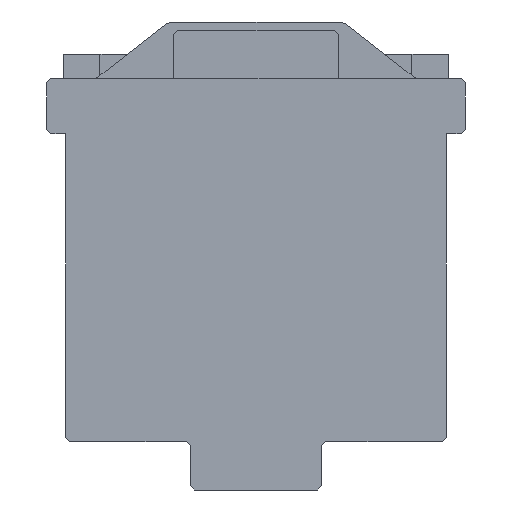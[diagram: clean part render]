
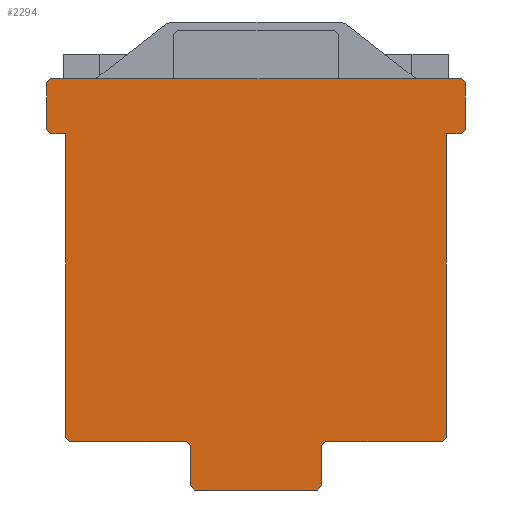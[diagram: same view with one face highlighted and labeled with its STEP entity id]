
A CAD part, left-side view. The second image highlights one B-rep face of the part: STEP entity #2294.
In plain terms, the highlighted planar face has unit normal (-1, 0, 0).
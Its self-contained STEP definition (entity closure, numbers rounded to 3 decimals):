
#1588=CARTESIAN_POINT('',(0.0,23.2,6.4));
#1589=VERTEX_POINT('',#1588);
#1590=CARTESIAN_POINT('',(0.0,23.2,43.4));
#1591=VERTEX_POINT('',#1590);
#1592=CARTESIAN_POINT('',(0.,23.2,6.4));
#1593=DIRECTION('',(0.0,0.0,1.0));
#1594=VECTOR('',#1593,37.);
#1595=LINE('',#1592,#1594);
#1596=EDGE_CURVE('',#1589,#1591,#1595,.T.);
#1628=CARTESIAN_POINT('',(0.0,25.,43.4));
#1629=VERTEX_POINT('',#1628);
#1630=CARTESIAN_POINT('',(0.0,23.2,43.4));
#1631=DIRECTION('',(0.0,1.0,0.0));
#1632=VECTOR('',#1631,1.8);
#1633=LINE('',#1630,#1632);
#1634=EDGE_CURVE('',#1591,#1629,#1633,.T.);
#1659=CARTESIAN_POINT('',(0.0,25.5,43.901));
#1660=VERTEX_POINT('',#1659);
#1661=CARTESIAN_POINT('',(0.,25.,43.4));
#1662=DIRECTION('',(0.,0.707,0.708));
#1663=VECTOR('',#1662,0.707);
#1664=LINE('',#1661,#1663);
#1665=EDGE_CURVE('',#1629,#1660,#1664,.T.);
#1690=CARTESIAN_POINT('',(0.0,25.5,49.6));
#1691=VERTEX_POINT('',#1690);
#1692=CARTESIAN_POINT('',(0.,25.5,43.901));
#1693=DIRECTION('',(0.0,0.0,1.0));
#1694=VECTOR('',#1693,5.7);
#1695=LINE('',#1692,#1694);
#1696=EDGE_CURVE('',#1660,#1691,#1695,.T.);
#1721=CARTESIAN_POINT('',(0.0,25.,50.1));
#1722=VERTEX_POINT('',#1721);
#1723=CARTESIAN_POINT('',(0.,25.5,49.6));
#1724=DIRECTION('',(0.,-0.707,0.708));
#1725=VECTOR('',#1724,0.707);
#1726=LINE('',#1723,#1725);
#1727=EDGE_CURVE('',#1691,#1722,#1726,.T.);
#1752=CARTESIAN_POINT('',(0.0,-25.,50.1));
#1753=VERTEX_POINT('',#1752);
#1754=CARTESIAN_POINT('',(0.0,25.,50.1));
#1755=DIRECTION('',(0.0,-1.0,0.0));
#1756=VECTOR('',#1755,50.);
#1757=LINE('',#1754,#1756);
#1758=EDGE_CURVE('',#1722,#1753,#1757,.T.);
#1783=CARTESIAN_POINT('',(0.0,-25.5,49.6));
#1784=VERTEX_POINT('',#1783);
#1785=CARTESIAN_POINT('',(0.,-25.,50.1));
#1786=DIRECTION('',(0.,-0.707,-0.707));
#1787=VECTOR('',#1786,0.707);
#1788=LINE('',#1785,#1787);
#1789=EDGE_CURVE('',#1753,#1784,#1788,.T.);
#1814=CARTESIAN_POINT('',(0.0,-25.5,43.901));
#1815=VERTEX_POINT('',#1814);
#1816=CARTESIAN_POINT('',(0.,-25.5,49.6));
#1817=DIRECTION('',(0.0,0.0,-1.0));
#1818=VECTOR('',#1817,5.7);
#1819=LINE('',#1816,#1818);
#1820=EDGE_CURVE('',#1784,#1815,#1819,.T.);
#1845=CARTESIAN_POINT('',(0.0,-25.,43.4));
#1846=VERTEX_POINT('',#1845);
#1847=CARTESIAN_POINT('',(0.,-25.5,43.901));
#1848=DIRECTION('',(0.,0.707,-0.707));
#1849=VECTOR('',#1848,0.707);
#1850=LINE('',#1847,#1849);
#1851=EDGE_CURVE('',#1815,#1846,#1850,.T.);
#1876=CARTESIAN_POINT('',(0.0,-23.2,43.4));
#1877=VERTEX_POINT('',#1876);
#1878=CARTESIAN_POINT('',(0.,-25.,43.4));
#1879=DIRECTION('',(0.0,1.0,0.0));
#1880=VECTOR('',#1879,1.8);
#1881=LINE('',#1878,#1880);
#1882=EDGE_CURVE('',#1846,#1877,#1881,.T.);
#1907=CARTESIAN_POINT('',(0.0,-23.2,6.4));
#1908=VERTEX_POINT('',#1907);
#1909=CARTESIAN_POINT('',(0.,-23.2,43.4));
#1910=DIRECTION('',(0.0,0.0,-1.0));
#1911=VECTOR('',#1910,37.);
#1912=LINE('',#1909,#1911);
#1913=EDGE_CURVE('',#1877,#1908,#1912,.T.);
#1938=CARTESIAN_POINT('',(0.0,-22.7,5.9));
#1939=VERTEX_POINT('',#1938);
#1940=CARTESIAN_POINT('',(0.,-23.2,6.4));
#1941=DIRECTION('',(0.,0.707,-0.707));
#1942=VECTOR('',#1941,0.707);
#1943=LINE('',#1940,#1942);
#1944=EDGE_CURVE('',#1908,#1939,#1943,.T.);
#1969=CARTESIAN_POINT('',(0.0,-8.5,5.9));
#1970=VERTEX_POINT('',#1969);
#1971=CARTESIAN_POINT('',(0.0,-22.7,5.9));
#1972=DIRECTION('',(0.0,1.0,0.0));
#1973=VECTOR('',#1972,14.2);
#1974=LINE('',#1971,#1973);
#1975=EDGE_CURVE('',#1939,#1970,#1974,.T.);
#2000=CARTESIAN_POINT('',(0.0,-8.,5.4));
#2001=VERTEX_POINT('',#2000);
#2002=CARTESIAN_POINT('',(0.,-8.5,5.9));
#2003=DIRECTION('',(0.,0.707,-0.707));
#2004=VECTOR('',#2003,0.707);
#2005=LINE('',#2002,#2004);
#2006=EDGE_CURVE('',#1970,#2001,#2005,.T.);
#2031=CARTESIAN_POINT('',(0.0,-8.,0.5));
#2032=VERTEX_POINT('',#2031);
#2033=CARTESIAN_POINT('',(0.,-8.,5.4));
#2034=DIRECTION('',(0.0,0.0,-1.0));
#2035=VECTOR('',#2034,4.9);
#2036=LINE('',#2033,#2035);
#2037=EDGE_CURVE('',#2001,#2032,#2036,.T.);
#2062=CARTESIAN_POINT('',(0.0,-7.5,0.0));
#2063=VERTEX_POINT('',#2062);
#2064=CARTESIAN_POINT('',(0.,-8.,0.5));
#2065=DIRECTION('',(0.,0.707,-0.708));
#2066=VECTOR('',#2065,0.707);
#2067=LINE('',#2064,#2066);
#2068=EDGE_CURVE('',#2032,#2063,#2067,.T.);
#2093=CARTESIAN_POINT('',(0.0,7.5,0.0));
#2094=VERTEX_POINT('',#2093);
#2095=CARTESIAN_POINT('',(0.0,-7.5,0.0));
#2096=DIRECTION('',(0.0,1.0,0.0));
#2097=VECTOR('',#2096,15.);
#2098=LINE('',#2095,#2097);
#2099=EDGE_CURVE('',#2063,#2094,#2098,.T.);
#2124=CARTESIAN_POINT('',(0.0,8.,0.5));
#2125=VERTEX_POINT('',#2124);
#2126=CARTESIAN_POINT('',(0.,7.5,0.0));
#2127=DIRECTION('',(0.,0.707,0.707));
#2128=VECTOR('',#2127,0.707);
#2129=LINE('',#2126,#2128);
#2130=EDGE_CURVE('',#2094,#2125,#2129,.T.);
#2155=CARTESIAN_POINT('',(0.0,8.,5.4));
#2156=VERTEX_POINT('',#2155);
#2157=CARTESIAN_POINT('',(0.,8.,0.5));
#2158=DIRECTION('',(0.0,0.0,1.0));
#2159=VECTOR('',#2158,4.9);
#2160=LINE('',#2157,#2159);
#2161=EDGE_CURVE('',#2125,#2156,#2160,.T.);
#2186=CARTESIAN_POINT('',(0.0,8.5,5.9));
#2187=VERTEX_POINT('',#2186);
#2188=CARTESIAN_POINT('',(0.,8.,5.4));
#2189=DIRECTION('',(0.,0.707,0.707));
#2190=VECTOR('',#2189,0.707);
#2191=LINE('',#2188,#2190);
#2192=EDGE_CURVE('',#2156,#2187,#2191,.T.);
#2217=CARTESIAN_POINT('',(0.0,22.7,5.9));
#2218=VERTEX_POINT('',#2217);
#2219=CARTESIAN_POINT('',(0.0,8.5,5.9));
#2220=DIRECTION('',(0.0,1.0,0.0));
#2221=VECTOR('',#2220,14.2);
#2222=LINE('',#2219,#2221);
#2223=EDGE_CURVE('',#2187,#2218,#2222,.T.);
#2248=CARTESIAN_POINT('',(0.,22.7,5.9));
#2249=DIRECTION('',(0.,0.707,0.708));
#2250=VECTOR('',#2249,0.707);
#2251=LINE('',#2248,#2250);
#2252=EDGE_CURVE('',#2218,#1589,#2251,.T.);
#2265=CARTESIAN_POINT('',(0.0,0.,27.011));
#2266=DIRECTION('',(-1.0,0.0,0.0));
#2267=DIRECTION('',(0.0,0.0,1.0));
#2268=AXIS2_PLACEMENT_3D('',#2265,#2266,#2267);
#2269=PLANE('',#2268);
#2270=ORIENTED_EDGE('',*,*,#1596,.F.);
#2271=ORIENTED_EDGE('',*,*,#2252,.F.);
#2272=ORIENTED_EDGE('',*,*,#2223,.F.);
#2273=ORIENTED_EDGE('',*,*,#2192,.F.);
#2274=ORIENTED_EDGE('',*,*,#2161,.F.);
#2275=ORIENTED_EDGE('',*,*,#2130,.F.);
#2276=ORIENTED_EDGE('',*,*,#2099,.F.);
#2277=ORIENTED_EDGE('',*,*,#2068,.F.);
#2278=ORIENTED_EDGE('',*,*,#2037,.F.);
#2279=ORIENTED_EDGE('',*,*,#2006,.F.);
#2280=ORIENTED_EDGE('',*,*,#1975,.F.);
#2281=ORIENTED_EDGE('',*,*,#1944,.F.);
#2282=ORIENTED_EDGE('',*,*,#1913,.F.);
#2283=ORIENTED_EDGE('',*,*,#1882,.F.);
#2284=ORIENTED_EDGE('',*,*,#1851,.F.);
#2285=ORIENTED_EDGE('',*,*,#1820,.F.);
#2286=ORIENTED_EDGE('',*,*,#1789,.F.);
#2287=ORIENTED_EDGE('',*,*,#1758,.F.);
#2288=ORIENTED_EDGE('',*,*,#1727,.F.);
#2289=ORIENTED_EDGE('',*,*,#1696,.F.);
#2290=ORIENTED_EDGE('',*,*,#1665,.F.);
#2291=ORIENTED_EDGE('',*,*,#1634,.F.);
#2292=EDGE_LOOP('',(#2270,#2271,#2272,#2273,#2274,#2275,#2276,#2277,#2278,#2279,#2280,#2281,#2282,#2283,#2284,#2285,#2286,#2287,#2288,#2289,#2290,#2291));
#2293=FACE_OUTER_BOUND('',#2292,.T.);
#2294=ADVANCED_FACE('',(#2293),#2269,.T.);
